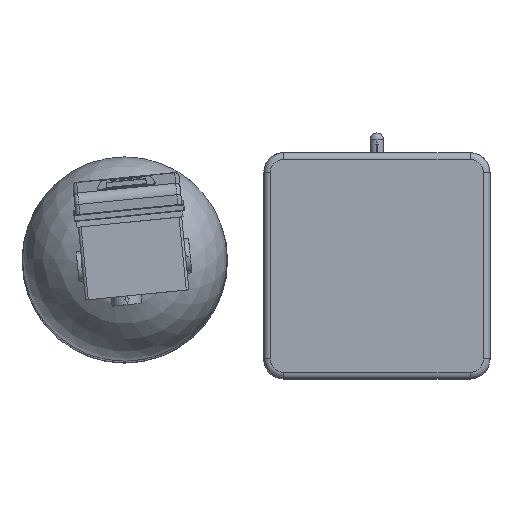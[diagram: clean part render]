
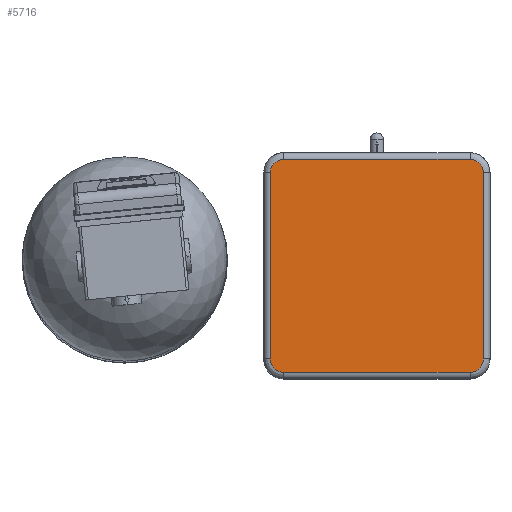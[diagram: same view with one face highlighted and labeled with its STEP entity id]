
A CAD part, top view. The second image highlights one B-rep face of the part: STEP entity #5716.
In plain terms, the highlighted planar face has unit normal (0, 0, 1).
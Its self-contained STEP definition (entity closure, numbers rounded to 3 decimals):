
#5716=ADVANCED_FACE('',(#10507),#10509,.T.);
#10507=FACE_BOUND('',#10508,.T.);
#10508=EDGE_LOOP('',(#14182,#14183,#14184,#14185,#14186,#14187,#14188,#14189));
#10509=PLANE('',#10510);
#10510=AXIS2_PLACEMENT_3D('',#10511,#10512,#10513);
#10511=CARTESIAN_POINT('',(0.,0.,70.));
#10512=DIRECTION('',(0.,0.,1.));
#10513=DIRECTION('',(1.,0.,0.));
#14182=ORIENTED_EDGE('',*,*,#15928,.T.);
#14183=ORIENTED_EDGE('',*,*,#15929,.T.);
#14184=ORIENTED_EDGE('',*,*,#15909,.T.);
#14185=ORIENTED_EDGE('',*,*,#15927,.T.);
#14186=ORIENTED_EDGE('',*,*,#15930,.T.);
#14187=ORIENTED_EDGE('',*,*,#15931,.T.);
#14188=ORIENTED_EDGE('',*,*,#15932,.T.);
#14189=ORIENTED_EDGE('',*,*,#15933,.T.);
#15909=EDGE_CURVE('',#18704,#18702,#18705,.T.);
#15927=EDGE_CURVE('',#18702,#18730,#18732,.T.);
#15928=EDGE_CURVE('',#18733,#18734,#18735,.T.);
#15929=EDGE_CURVE('',#18734,#18704,#18736,.T.);
#15930=EDGE_CURVE('',#18730,#18737,#18738,.T.);
#15931=EDGE_CURVE('',#18737,#18739,#18740,.T.);
#15932=EDGE_CURVE('',#18739,#18741,#18742,.T.);
#15933=EDGE_CURVE('',#18741,#18733,#18743,.T.);
#18702=VERTEX_POINT('',#35575);
#18704=VERTEX_POINT('',#35580);
#18705=LINE('',#35581,#35582);
#18730=VERTEX_POINT('',#35645);
#18732=B_SPLINE_CURVE_WITH_KNOTS('',3,
(#35650,#35651,#35652,#35653,#35654,#35655,#35656,#35657,#35658,#35659,#35660,#35661,
#35662,#35663,#35664,#35665,#35666),
.UNSPECIFIED.,.F.,.F.,
(4,1,1,1,1,1,1,1,1,1,1,1,1,1,4),
(0.,0.087,0.164,0.232,0.302,0.374,
0.445,0.516,0.588,0.659,0.73,
0.802,0.872,0.938,1.),
.UNSPECIFIED.);
#18733=VERTEX_POINT('',#35667);
#18734=VERTEX_POINT('',#35668);
#18735=LINE('',#35669,#35670);
#18736=B_SPLINE_CURVE_WITH_KNOTS('',3,
(#35672,#35673,#35674,#35675,#35676,#35677,#35678,#35679,#35680,#35681,#35682,#35683,
#35684,#35685,#35686,#35687,#35688),
.UNSPECIFIED.,.F.,.F.,
(4,1,1,1,1,1,1,1,1,1,1,1,1,1,4),
(0.,0.087,0.164,0.232,0.302,0.374,
0.445,0.516,0.588,0.659,0.73,
0.802,0.872,0.938,1.),
.UNSPECIFIED.);
#18737=VERTEX_POINT('',#35689);
#18738=LINE('',#35690,#35691);
#18739=VERTEX_POINT('',#35693);
#18740=B_SPLINE_CURVE_WITH_KNOTS('',3,
(#35694,#35695,#35696,#35697,#35698,#35699,#35700,#35701,#35702,#35703,#35704,#35705,
#35706,#35707,#35708,#35709,#35710),
.UNSPECIFIED.,.F.,.F.,
(4,1,1,1,1,1,1,1,1,1,1,1,1,1,4),
(0.,0.087,0.164,0.232,0.302,0.374,
0.445,0.516,0.588,0.659,0.73,
0.802,0.872,0.938,1.),
.UNSPECIFIED.);
#18741=VERTEX_POINT('',#35711);
#18742=LINE('',#35712,#35713);
#18743=B_SPLINE_CURVE_WITH_KNOTS('',3,
(#35715,#35716,#35717,#35718,#35719,#35720,#35721,#35722,#35723,#35724,#35725,#35726,
#35727,#35728,#35729,#35730,#35731),
.UNSPECIFIED.,.F.,.F.,
(4,1,1,1,1,1,1,1,1,1,1,1,1,1,4),
(0.,0.087,0.164,0.232,0.302,0.374,
0.445,0.516,0.588,0.659,0.73,
0.802,0.872,0.938,1.),
.UNSPECIFIED.);
#35575=CARTESIAN_POINT('',(-140.041,160.,70.));
#35580=CARTESIAN_POINT('',(140.041,160.,70.));
#35581=CARTESIAN_POINT('',(140.041,160.,70.));
#35582=VECTOR('',#35583,1.);
#35583=DIRECTION('',(-1.,0.,0.));
#35645=CARTESIAN_POINT('',(-160.,140.041,70.));
#35650=CARTESIAN_POINT('',(-140.041,160.,70.));
#35651=CARTESIAN_POINT('',(-140.957,160.,70.));
#35652=CARTESIAN_POINT('',(-142.67,159.882,70.));
#35653=CARTESIAN_POINT('',(-145.052,159.407,70.));
#35654=CARTESIAN_POINT('',(-147.189,158.722,70.));
#35655=CARTESIAN_POINT('',(-149.198,157.828,70.));
#35656=CARTESIAN_POINT('',(-151.122,156.7,70.));
#35657=CARTESIAN_POINT('',(-152.918,155.354,70.));
#35658=CARTESIAN_POINT('',(-154.547,153.821,70.));
#35659=CARTESIAN_POINT('',(-155.996,152.113,70.));
#35660=CARTESIAN_POINT('',(-157.244,150.255,70.));
#35661=CARTESIAN_POINT('',(-158.277,148.267,70.));
#35662=CARTESIAN_POINT('',(-159.076,146.189,70.));
#35663=CARTESIAN_POINT('',(-159.626,144.086,70.));
#35664=CARTESIAN_POINT('',(-159.935,142.033,70.));
#35665=CARTESIAN_POINT('',(-160.,140.691,70.));
#35666=CARTESIAN_POINT('',(-160.,140.041,70.));
#35667=CARTESIAN_POINT('',(160.,-140.041,70.));
#35668=CARTESIAN_POINT('',(160.,140.041,70.));
#35669=CARTESIAN_POINT('',(160.,-140.041,70.));
#35670=VECTOR('',#35671,1.);
#35671=DIRECTION('',(0.,1.,0.));
#35672=CARTESIAN_POINT('',(160.,140.041,70.));
#35673=CARTESIAN_POINT('',(160.,140.957,70.));
#35674=CARTESIAN_POINT('',(159.882,142.67,70.));
#35675=CARTESIAN_POINT('',(159.407,145.052,70.));
#35676=CARTESIAN_POINT('',(158.722,147.189,70.));
#35677=CARTESIAN_POINT('',(157.828,149.198,70.));
#35678=CARTESIAN_POINT('',(156.7,151.122,70.));
#35679=CARTESIAN_POINT('',(155.354,152.918,70.));
#35680=CARTESIAN_POINT('',(153.821,154.547,70.));
#35681=CARTESIAN_POINT('',(152.113,155.996,70.));
#35682=CARTESIAN_POINT('',(150.255,157.244,70.));
#35683=CARTESIAN_POINT('',(148.267,158.277,70.));
#35684=CARTESIAN_POINT('',(146.189,159.076,70.));
#35685=CARTESIAN_POINT('',(144.086,159.626,70.));
#35686=CARTESIAN_POINT('',(142.033,159.935,70.));
#35687=CARTESIAN_POINT('',(140.691,160.,70.));
#35688=CARTESIAN_POINT('',(140.041,160.,70.));
#35689=CARTESIAN_POINT('',(-160.,-140.041,70.));
#35690=CARTESIAN_POINT('',(-160.,140.041,70.));
#35691=VECTOR('',#35692,1.);
#35692=DIRECTION('',(0.,-1.,0.));
#35693=CARTESIAN_POINT('',(-140.041,-160.,70.));
#35694=CARTESIAN_POINT('',(-160.,-140.041,70.));
#35695=CARTESIAN_POINT('',(-160.,-140.957,70.));
#35696=CARTESIAN_POINT('',(-159.882,-142.67,70.));
#35697=CARTESIAN_POINT('',(-159.407,-145.052,70.));
#35698=CARTESIAN_POINT('',(-158.722,-147.189,70.));
#35699=CARTESIAN_POINT('',(-157.828,-149.198,70.));
#35700=CARTESIAN_POINT('',(-156.7,-151.122,70.));
#35701=CARTESIAN_POINT('',(-155.354,-152.918,70.));
#35702=CARTESIAN_POINT('',(-153.821,-154.547,70.));
#35703=CARTESIAN_POINT('',(-152.113,-155.996,70.));
#35704=CARTESIAN_POINT('',(-150.255,-157.244,70.));
#35705=CARTESIAN_POINT('',(-148.267,-158.277,70.));
#35706=CARTESIAN_POINT('',(-146.189,-159.076,70.));
#35707=CARTESIAN_POINT('',(-144.086,-159.626,70.));
#35708=CARTESIAN_POINT('',(-142.033,-159.935,70.));
#35709=CARTESIAN_POINT('',(-140.691,-160.,70.));
#35710=CARTESIAN_POINT('',(-140.041,-160.,70.));
#35711=CARTESIAN_POINT('',(140.041,-160.,70.));
#35712=CARTESIAN_POINT('',(-140.041,-160.,70.));
#35713=VECTOR('',#35714,1.);
#35714=DIRECTION('',(1.,0.,0.));
#35715=CARTESIAN_POINT('',(140.041,-160.,70.));
#35716=CARTESIAN_POINT('',(140.957,-160.,70.));
#35717=CARTESIAN_POINT('',(142.67,-159.882,70.));
#35718=CARTESIAN_POINT('',(145.052,-159.407,70.));
#35719=CARTESIAN_POINT('',(147.189,-158.722,70.));
#35720=CARTESIAN_POINT('',(149.198,-157.828,70.));
#35721=CARTESIAN_POINT('',(151.122,-156.7,70.));
#35722=CARTESIAN_POINT('',(152.918,-155.354,70.));
#35723=CARTESIAN_POINT('',(154.547,-153.821,70.));
#35724=CARTESIAN_POINT('',(155.996,-152.113,70.));
#35725=CARTESIAN_POINT('',(157.244,-150.255,70.));
#35726=CARTESIAN_POINT('',(158.277,-148.267,70.));
#35727=CARTESIAN_POINT('',(159.076,-146.189,70.));
#35728=CARTESIAN_POINT('',(159.626,-144.086,70.));
#35729=CARTESIAN_POINT('',(159.935,-142.033,70.));
#35730=CARTESIAN_POINT('',(160.,-140.691,70.));
#35731=CARTESIAN_POINT('',(160.,-140.041,70.));
